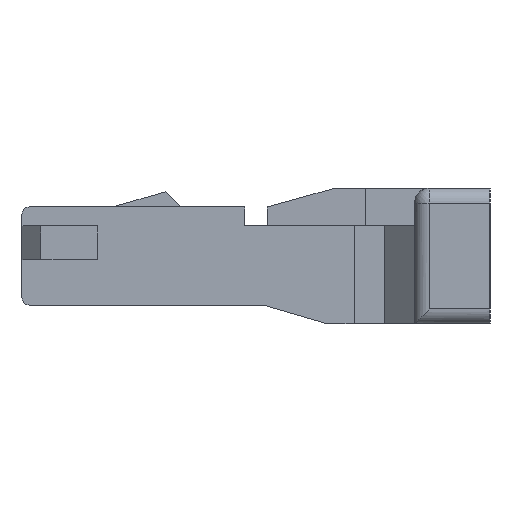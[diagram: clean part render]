
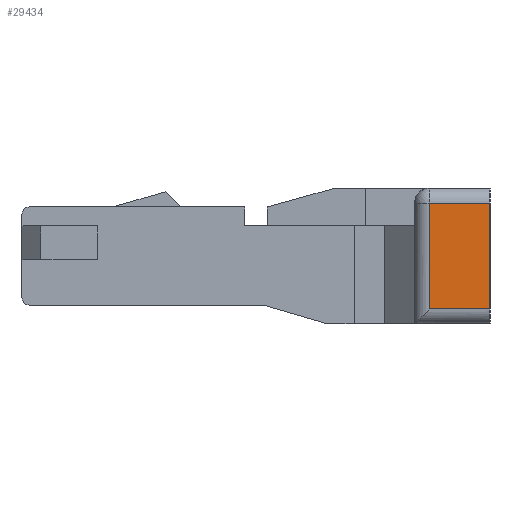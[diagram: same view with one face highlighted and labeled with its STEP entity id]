
A CAD part, left-side view. The second image highlights one B-rep face of the part: STEP entity #29434.
In plain terms, the highlighted planar face has unit normal (-1, 0, 0).
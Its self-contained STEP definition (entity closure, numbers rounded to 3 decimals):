
#55 = CYLINDRICAL_SURFACE('',#56,0.2);
#56 = AXIS2_PLACEMENT_3D('',#57,#58,#59);
#57 = CARTESIAN_POINT('',(-10.16,-10.582,-0.7));
#58 = DIRECTION('',(0.,1.,0.));
#59 = DIRECTION('',(0.,0.,-1.));
#105 = PLANE('',#106);
#106 = AXIS2_PLACEMENT_3D('',#107,#108,#109);
#107 = CARTESIAN_POINT('',(-10.36,-2.5,-0.9));
#108 = DIRECTION('',(0.,-1.,0.));
#109 = DIRECTION('',(1.,0.,0.));
#476 = EDGE_CURVE('',#477,#479,#481,.T.);
#477 = VERTEX_POINT('',#478);
#478 = CARTESIAN_POINT('',(-10.36,-2.5,-0.7));
#479 = VERTEX_POINT('',#480);
#480 = CARTESIAN_POINT('',(-10.36,-1.7,-0.7));
#481 = SURFACE_CURVE('',#482,(#486,#515),.PCURVE_S1.);
#482 = LINE('',#483,#484);
#483 = CARTESIAN_POINT('',(-10.36,-2.5,-0.7));
#484 = VECTOR('',#485,1.);
#485 = DIRECTION('',(0.,1.,0.));
#486 = PCURVE('',#55,#487);
#487 = DEFINITIONAL_REPRESENTATION('',(#488),#514);
#488 = B_SPLINE_CURVE_WITH_KNOTS('',3,(#489,#490,#491,#492,#493,#494,
    #495,#496,#497,#498,#499,#500,#501,#502,#503,#504,#505,#506,#507,
    #508,#509,#510,#511,#512,#513),.UNSPECIFIED.,.F.,.F.,(4,1,1,1,1,1,1,
    1,1,1,1,1,1,1,1,1,1,1,1,1,1,1,4),(0.,0.036,
    0.073,0.109,0.145,0.182,
    0.218,0.255,0.291,0.327,
    0.364,0.4,0.436,0.473,0.509,
    0.545,0.582,0.618,0.655,
    0.691,0.727,0.764,0.8),
  .QUASI_UNIFORM_KNOTS.);
#489 = CARTESIAN_POINT('',(1.571,8.082));
#490 = CARTESIAN_POINT('',(1.571,8.094));
#491 = CARTESIAN_POINT('',(1.571,8.119));
#492 = CARTESIAN_POINT('',(1.571,8.155));
#493 = CARTESIAN_POINT('',(1.571,8.191));
#494 = CARTESIAN_POINT('',(1.571,8.228));
#495 = CARTESIAN_POINT('',(1.571,8.264));
#496 = CARTESIAN_POINT('',(1.571,8.301));
#497 = CARTESIAN_POINT('',(1.571,8.337));
#498 = CARTESIAN_POINT('',(1.571,8.373));
#499 = CARTESIAN_POINT('',(1.571,8.41));
#500 = CARTESIAN_POINT('',(1.571,8.446));
#501 = CARTESIAN_POINT('',(1.571,8.482));
#502 = CARTESIAN_POINT('',(1.571,8.519));
#503 = CARTESIAN_POINT('',(1.571,8.555));
#504 = CARTESIAN_POINT('',(1.571,8.591));
#505 = CARTESIAN_POINT('',(1.571,8.628));
#506 = CARTESIAN_POINT('',(1.571,8.664));
#507 = CARTESIAN_POINT('',(1.571,8.701));
#508 = CARTESIAN_POINT('',(1.571,8.737));
#509 = CARTESIAN_POINT('',(1.571,8.773));
#510 = CARTESIAN_POINT('',(1.571,8.81));
#511 = CARTESIAN_POINT('',(1.571,8.846));
#512 = CARTESIAN_POINT('',(1.571,8.87));
#513 = CARTESIAN_POINT('',(1.571,8.882));
#514 = ( GEOMETRIC_REPRESENTATION_CONTEXT(2) 
PARAMETRIC_REPRESENTATION_CONTEXT() REPRESENTATION_CONTEXT('2D SPACE',''
  ) );
#515 = PCURVE('',#516,#521);
#516 = PLANE('',#517);
#517 = AXIS2_PLACEMENT_3D('',#518,#519,#520);
#518 = CARTESIAN_POINT('',(-10.36,-1.5,-0.9));
#519 = DIRECTION('',(-1.,0.,0.));
#520 = DIRECTION('',(0.,-1.,0.));
#521 = DEFINITIONAL_REPRESENTATION('',(#522),#526);
#522 = LINE('',#523,#524);
#523 = CARTESIAN_POINT('',(1.,0.2));
#524 = VECTOR('',#525,1.);
#525 = DIRECTION('',(-1.,0.));
#526 = ( GEOMETRIC_REPRESENTATION_CONTEXT(2) 
PARAMETRIC_REPRESENTATION_CONTEXT() REPRESENTATION_CONTEXT('2D SPACE',''
  ) );
#594 = CYLINDRICAL_SURFACE('',#595,0.2);
#595 = AXIS2_PLACEMENT_3D('',#596,#597,#598);
#596 = CARTESIAN_POINT('',(-10.16,-1.7,-3.246));
#597 = DIRECTION('',(0.,0.,1.));
#598 = DIRECTION('',(0.,1.,0.));
#881 = EDGE_CURVE('',#477,#882,#884,.T.);
#882 = VERTEX_POINT('',#883);
#883 = CARTESIAN_POINT('',(-10.36,-2.5,0.7));
#884 = SURFACE_CURVE('',#885,(#889,#896),.PCURVE_S1.);
#885 = LINE('',#886,#887);
#886 = CARTESIAN_POINT('',(-10.36,-2.5,-0.7));
#887 = VECTOR('',#888,1.);
#888 = DIRECTION('',(0.,0.,1.));
#889 = PCURVE('',#105,#890);
#890 = DEFINITIONAL_REPRESENTATION('',(#891),#895);
#891 = LINE('',#892,#893);
#892 = CARTESIAN_POINT('',(0.,0.2));
#893 = VECTOR('',#894,1.);
#894 = DIRECTION('',(0.,1.));
#895 = ( GEOMETRIC_REPRESENTATION_CONTEXT(2) 
PARAMETRIC_REPRESENTATION_CONTEXT() REPRESENTATION_CONTEXT('2D SPACE',''
  ) );
#896 = PCURVE('',#516,#897);
#897 = DEFINITIONAL_REPRESENTATION('',(#898),#902);
#898 = LINE('',#899,#900);
#899 = CARTESIAN_POINT('',(1.,0.2));
#900 = VECTOR('',#901,1.);
#901 = DIRECTION('',(0.,1.));
#902 = ( GEOMETRIC_REPRESENTATION_CONTEXT(2) 
PARAMETRIC_REPRESENTATION_CONTEXT() REPRESENTATION_CONTEXT('2D SPACE',''
  ) );
#921 = CYLINDRICAL_SURFACE('',#922,0.2);
#922 = AXIS2_PLACEMENT_3D('',#923,#924,#925);
#923 = CARTESIAN_POINT('',(-10.16,-10.582,0.7));
#924 = DIRECTION('',(0.,1.,0.));
#925 = DIRECTION('',(-1.,0.,0.));
#29323 = VERTEX_POINT('',#29324);
#29324 = CARTESIAN_POINT('',(-10.36,-1.7,0.7));
#29392 = EDGE_CURVE('',#479,#29323,#29393,.T.);
#29393 = SURFACE_CURVE('',#29394,(#29398,#29427),.PCURVE_S1.);
#29394 = LINE('',#29395,#29396);
#29395 = CARTESIAN_POINT('',(-10.36,-1.7,-0.7));
#29396 = VECTOR('',#29397,1.);
#29397 = DIRECTION('',(0.,0.,1.));
#29398 = PCURVE('',#594,#29399);
#29399 = DEFINITIONAL_REPRESENTATION('',(#29400),#29426);
#29400 = B_SPLINE_CURVE_WITH_KNOTS('',3,(#29401,#29402,#29403,#29404,
    #29405,#29406,#29407,#29408,#29409,#29410,#29411,#29412,#29413,
    #29414,#29415,#29416,#29417,#29418,#29419,#29420,#29421,#29422,
    #29423,#29424,#29425),.UNSPECIFIED.,.F.,.F.,(4,1,1,1,1,1,1,1,1,1,1,1
    ,1,1,1,1,1,1,1,1,1,1,4),(0.,0.064,0.127,
    0.191,0.255,0.318,0.382,
    0.445,0.509,0.573,0.636,0.7,
    0.764,0.827,0.891,0.955,
    1.018,1.082,1.145,1.209,
    1.273,1.336,1.4),.QUASI_UNIFORM_KNOTS.);
#29401 = CARTESIAN_POINT('',(1.571,2.546));
#29402 = CARTESIAN_POINT('',(1.571,2.568));
#29403 = CARTESIAN_POINT('',(1.571,2.61));
#29404 = CARTESIAN_POINT('',(1.571,2.674));
#29405 = CARTESIAN_POINT('',(1.571,2.737));
#29406 = CARTESIAN_POINT('',(1.571,2.801));
#29407 = CARTESIAN_POINT('',(1.571,2.865));
#29408 = CARTESIAN_POINT('',(1.571,2.928));
#29409 = CARTESIAN_POINT('',(1.571,2.992));
#29410 = CARTESIAN_POINT('',(1.571,3.056));
#29411 = CARTESIAN_POINT('',(1.571,3.119));
#29412 = CARTESIAN_POINT('',(1.571,3.183));
#29413 = CARTESIAN_POINT('',(1.571,3.246));
#29414 = CARTESIAN_POINT('',(1.571,3.31));
#29415 = CARTESIAN_POINT('',(1.571,3.374));
#29416 = CARTESIAN_POINT('',(1.571,3.437));
#29417 = CARTESIAN_POINT('',(1.571,3.501));
#29418 = CARTESIAN_POINT('',(1.571,3.565));
#29419 = CARTESIAN_POINT('',(1.571,3.628));
#29420 = CARTESIAN_POINT('',(1.571,3.692));
#29421 = CARTESIAN_POINT('',(1.571,3.756));
#29422 = CARTESIAN_POINT('',(1.571,3.819));
#29423 = CARTESIAN_POINT('',(1.571,3.883));
#29424 = CARTESIAN_POINT('',(1.571,3.925));
#29425 = CARTESIAN_POINT('',(1.571,3.946));
#29426 = ( GEOMETRIC_REPRESENTATION_CONTEXT(2) 
PARAMETRIC_REPRESENTATION_CONTEXT() REPRESENTATION_CONTEXT('2D SPACE',''
  ) );
#29427 = PCURVE('',#516,#29428);
#29428 = DEFINITIONAL_REPRESENTATION('',(#29429),#29433);
#29429 = LINE('',#29430,#29431);
#29430 = CARTESIAN_POINT('',(0.2,0.2));
#29431 = VECTOR('',#29432,1.);
#29432 = DIRECTION('',(0.,1.));
#29433 = ( GEOMETRIC_REPRESENTATION_CONTEXT(2) 
PARAMETRIC_REPRESENTATION_CONTEXT() REPRESENTATION_CONTEXT('2D SPACE',''
  ) );
#29434 = ADVANCED_FACE('',(#29435),#516,.T.);
#29435 = FACE_BOUND('',#29436,.F.);
#29436 = EDGE_LOOP('',(#29437,#29480,#29481,#29482));
#29437 = ORIENTED_EDGE('',*,*,#29438,.F.);
#29438 = EDGE_CURVE('',#882,#29323,#29439,.T.);
#29439 = SURFACE_CURVE('',#29440,(#29444,#29451),.PCURVE_S1.);
#29440 = LINE('',#29441,#29442);
#29441 = CARTESIAN_POINT('',(-10.36,-2.5,0.7));
#29442 = VECTOR('',#29443,1.);
#29443 = DIRECTION('',(0.,1.,0.));
#29444 = PCURVE('',#516,#29445);
#29445 = DEFINITIONAL_REPRESENTATION('',(#29446),#29450);
#29446 = LINE('',#29447,#29448);
#29447 = CARTESIAN_POINT('',(1.,1.6));
#29448 = VECTOR('',#29449,1.);
#29449 = DIRECTION('',(-1.,0.));
#29450 = ( GEOMETRIC_REPRESENTATION_CONTEXT(2) 
PARAMETRIC_REPRESENTATION_CONTEXT() REPRESENTATION_CONTEXT('2D SPACE',''
  ) );
#29451 = PCURVE('',#921,#29452);
#29452 = DEFINITIONAL_REPRESENTATION('',(#29453),#29479);
#29453 = B_SPLINE_CURVE_WITH_KNOTS('',3,(#29454,#29455,#29456,#29457,
    #29458,#29459,#29460,#29461,#29462,#29463,#29464,#29465,#29466,
    #29467,#29468,#29469,#29470,#29471,#29472,#29473,#29474,#29475,
    #29476,#29477,#29478),.UNSPECIFIED.,.F.,.F.,(4,1,1,1,1,1,1,1,1,1,1,1
    ,1,1,1,1,1,1,1,1,1,1,4),(0.,0.036,
    0.073,0.109,0.145,0.182,
    0.218,0.255,0.291,0.327,
    0.364,0.4,0.436,0.473,0.509,
    0.545,0.582,0.618,0.655,
    0.691,0.727,0.764,0.8),
  .QUASI_UNIFORM_KNOTS.);
#29454 = CARTESIAN_POINT('',(0.,8.082));
#29455 = CARTESIAN_POINT('',(0.,8.094));
#29456 = CARTESIAN_POINT('',(0.,8.119));
#29457 = CARTESIAN_POINT('',(0.,8.155));
#29458 = CARTESIAN_POINT('',(0.,8.191));
#29459 = CARTESIAN_POINT('',(0.,8.228));
#29460 = CARTESIAN_POINT('',(0.,8.264));
#29461 = CARTESIAN_POINT('',(0.,8.301));
#29462 = CARTESIAN_POINT('',(0.,8.337));
#29463 = CARTESIAN_POINT('',(0.,8.373));
#29464 = CARTESIAN_POINT('',(0.,8.41));
#29465 = CARTESIAN_POINT('',(0.,8.446));
#29466 = CARTESIAN_POINT('',(0.,8.482));
#29467 = CARTESIAN_POINT('',(0.,8.519));
#29468 = CARTESIAN_POINT('',(0.,8.555));
#29469 = CARTESIAN_POINT('',(0.,8.591));
#29470 = CARTESIAN_POINT('',(0.,8.628));
#29471 = CARTESIAN_POINT('',(0.,8.664));
#29472 = CARTESIAN_POINT('',(0.,8.701));
#29473 = CARTESIAN_POINT('',(0.,8.737));
#29474 = CARTESIAN_POINT('',(0.,8.773));
#29475 = CARTESIAN_POINT('',(0.,8.81));
#29476 = CARTESIAN_POINT('',(0.,8.846));
#29477 = CARTESIAN_POINT('',(0.,8.87));
#29478 = CARTESIAN_POINT('',(0.,8.882));
#29479 = ( GEOMETRIC_REPRESENTATION_CONTEXT(2) 
PARAMETRIC_REPRESENTATION_CONTEXT() REPRESENTATION_CONTEXT('2D SPACE',''
  ) );
#29480 = ORIENTED_EDGE('',*,*,#881,.F.);
#29481 = ORIENTED_EDGE('',*,*,#476,.T.);
#29482 = ORIENTED_EDGE('',*,*,#29392,.T.);
